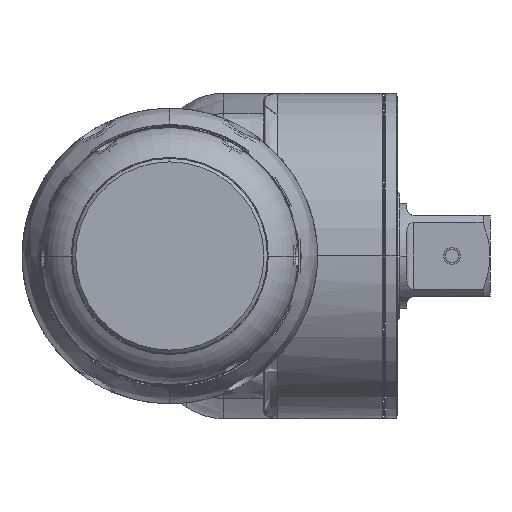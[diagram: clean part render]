
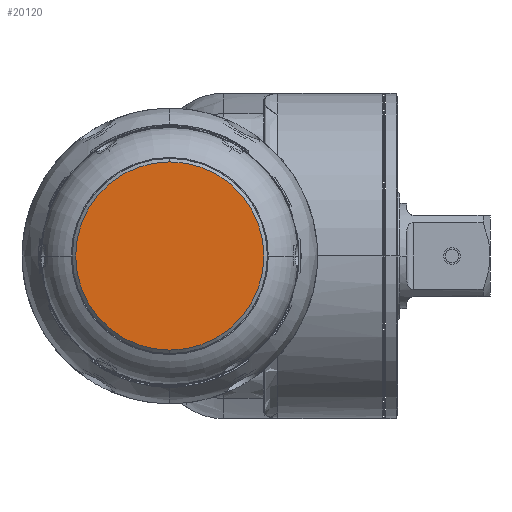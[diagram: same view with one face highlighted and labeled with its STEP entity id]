
A CAD part, left-side view. The second image highlights one B-rep face of the part: STEP entity #20120.
In plain terms, the highlighted planar face has unit normal (-1, 0, 0).
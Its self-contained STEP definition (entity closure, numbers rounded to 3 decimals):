
#20060=CARTESIAN_POINT('',(-391.444,0.,0.));
#20061=DIRECTION('',(-1.,0.,0.));
#20062=DIRECTION('',(0.,0.,-1.));
#20063=AXIS2_PLACEMENT_3D('',#20060,#20061,#20062);
#20092=CARTESIAN_POINT('',(-391.444,0.,0.));
#20093=DIRECTION('',(1.,0.,0.));
#20094=DIRECTION('',(0.,0.,-1.));
#20095=AXIS2_PLACEMENT_3D('',#20092,#20093,#20094);
#20101=CARTESIAN_POINT('',(-391.444,0.,-21.975));
#20102=CARTESIAN_POINT('',(-391.444,0.,21.975));
#20103=VERTEX_POINT('',#20101);
#20104=VERTEX_POINT('',#20102);
#20109=CARTESIAN_POINT('',(-391.444,0.,0.));
#20110=DIRECTION('',(-1.,0.,0.));
#20111=DIRECTION('',(0.,0.,1.));
#20112=AXIS2_PLACEMENT_3D('',#20109,#20110,#20111);
#20113=PLANE('',#20112);
#20115=ORIENTED_EDGE('',*,*,#20114,.F.);
#20117=ORIENTED_EDGE('',*,*,#20116,.T.);
#20118=EDGE_LOOP('',(#20115,#20117));
#20119=FACE_OUTER_BOUND('',#20118,.F.);
#20120=ADVANCED_FACE('',(#20119),#20113,.T.);
#20064=CIRCLE('',#20063,21.975);
#20096=CIRCLE('',#20095,21.975);
#20114=EDGE_CURVE('',#20103,#20104,#20064,.T.);
#20116=EDGE_CURVE('',#20103,#20104,#20096,.T.);
